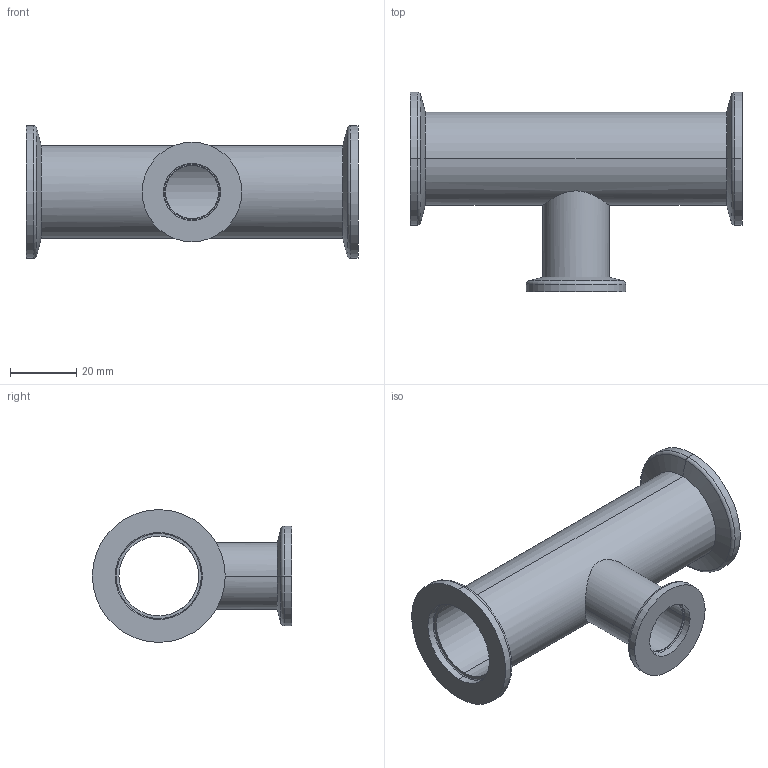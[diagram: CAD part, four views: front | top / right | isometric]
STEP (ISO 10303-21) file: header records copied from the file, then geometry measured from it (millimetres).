
FILE_DESCRIPTION (( 'STEP AP214' ), '1' );
FILE_NAME ('120RTR025-016.stp', '2017-06-07T08:11:28', ( '' ), ( '' ), 'SwSTEP 2.0', 'SolidWorks 2015', '' );
FILE_SCHEMA (( 'AUTOMOTIVE_DESIGN' ));
Length unit declared in the file: millimetre
Products named in the file (1): 120RTR025-016
Bounding box: 100 x 60 x 40 mm (x, y, z)
Volume: 24686 mm3; surface area: 23549.2 mm2
Topology: 2 solids, 2 shells, 59 faces, 120 edges, 74 vertices
Faces by surface type: cylinder 29, torus 12, plane 12, cone 6
Entity records: 2648 total; most frequent: CARTESIAN_POINT 646, DIRECTION 310, ORIENTED_EDGE 240, AXIS2_PLACEMENT_3D 138, EDGE_CURVE 120, CIRCLE 78, VERTEX_POINT 74, EDGE_LOOP 74
